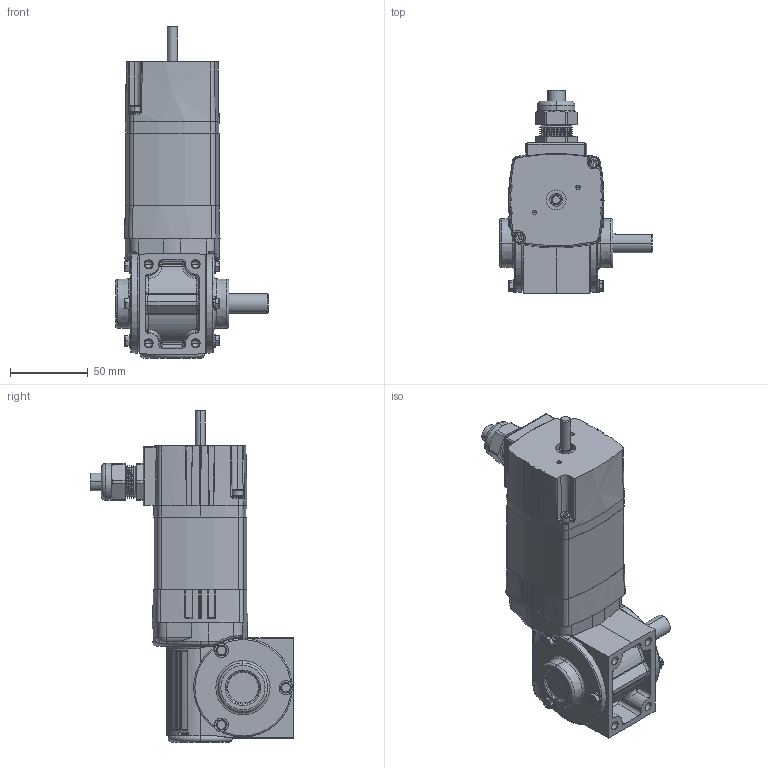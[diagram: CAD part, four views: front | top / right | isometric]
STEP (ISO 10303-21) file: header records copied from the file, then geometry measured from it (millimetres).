
FILE_DESCRIPTION (( 'STEP AP203' ), '1' );
FILE_NAME ('INFM0247.STEP', '2015-10-05T12:10:22', ( 'admin' ), ( '' ), 'SwSTEP 2.0', 'SolidWorks 2014', '' );
FILE_SCHEMA (( 'CONFIG_CONTROL_DESIGN' ));
Length unit declared in the file: inch
Products named in the file (1): INFM0247
Bounding box: 98.32 x 130.54 x 213.49 mm (x, y, z)
Volume: 672611.2 mm3; surface area: 117597.2 mm2
Topology: 23 solids, 23 shells, 1559 faces, 3564 edges, 2075 vertices
Faces by surface type: plane 570, cylinder 386, cone 231, bspline 146, torus 142, sphere 84
Entity records: 48078 total; most frequent: CARTESIAN_POINT 14272, DIRECTION 7159, ORIENTED_EDGE 7058, EDGE_CURVE 3529, AXIS2_PLACEMENT_3D 2939, VERTEX_POINT 2073, EDGE_LOOP 1644, ADVANCED_FACE 1559
